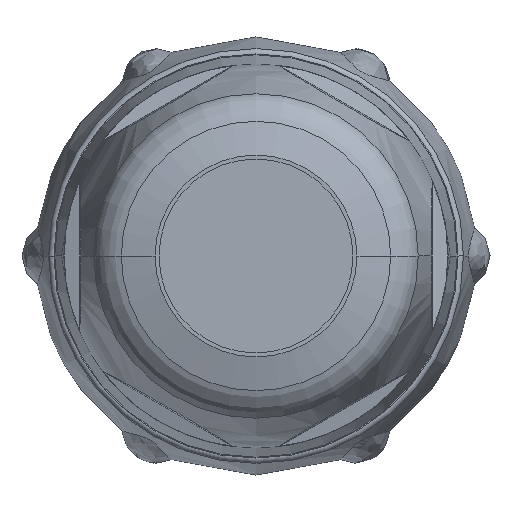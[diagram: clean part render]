
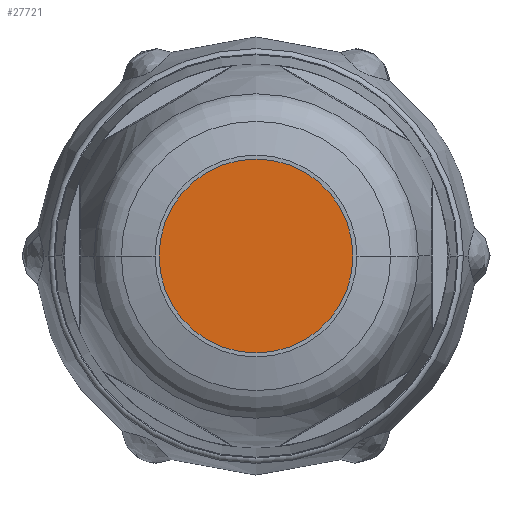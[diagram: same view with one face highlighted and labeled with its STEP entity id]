
A CAD part, front view. The second image highlights one B-rep face of the part: STEP entity #27721.
In plain terms, the highlighted planar face has unit normal (0, -1, 0).
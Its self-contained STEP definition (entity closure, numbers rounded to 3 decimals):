
#4613=CARTESIAN_POINT('',(0.,-56.732,0.));
#4614=DIRECTION('',(0.,-1.,0.));
#4615=DIRECTION('',(1.,0.,0.));
#4616=AXIS2_PLACEMENT_3D('',#4613,#4614,#4615);
#4928=CARTESIAN_POINT('',(0.,-56.732,0.));
#4929=DIRECTION('',(0.,-1.,0.));
#4930=DIRECTION('',(-1.,0.,0.));
#4931=AXIS2_PLACEMENT_3D('',#4928,#4929,#4930);
#21229=CARTESIAN_POINT('',(-8.047,-56.732,0.));
#21230=CARTESIAN_POINT('',(8.047,-56.732,0.));
#21231=VERTEX_POINT('',#21229);
#21232=VERTEX_POINT('',#21230);
#27712=CARTESIAN_POINT('',(0.,-56.732,0.));
#27713=DIRECTION('',(0.,-1.,0.));
#27714=DIRECTION('',(-1.,0.,0.));
#27715=AXIS2_PLACEMENT_3D('',#27712,#27713,#27714);
#27716=PLANE('',#27715);
#27717=ORIENTED_EDGE('',*,*,#27533,.F.);
#27718=ORIENTED_EDGE('',*,*,#27278,.F.);
#27719=EDGE_LOOP('',(#27717,#27718));
#27720=FACE_OUTER_BOUND('',#27719,.F.);
#27721=ADVANCED_FACE('',(#27720),#27716,.T.);
#4617=CIRCLE('',#4616,8.047);
#4932=CIRCLE('',#4931,8.047);
#27278=EDGE_CURVE('',#21232,#21231,#4617,.T.);
#27533=EDGE_CURVE('',#21231,#21232,#4932,.T.);
